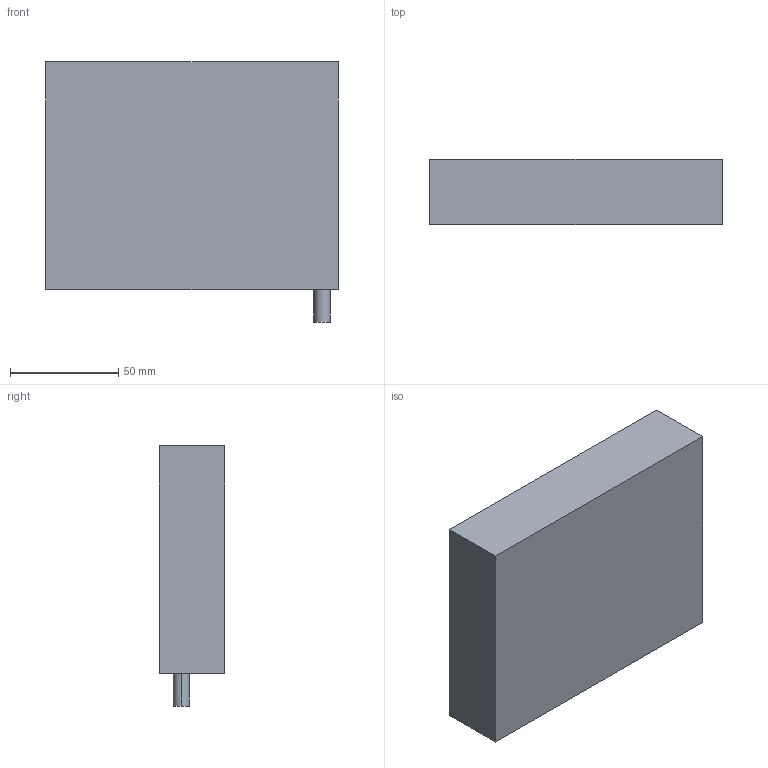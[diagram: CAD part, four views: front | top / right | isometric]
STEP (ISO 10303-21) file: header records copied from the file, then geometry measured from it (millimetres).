
FILE_DESCRIPTION (( 'STEP AP203' ), '1' );
FILE_NAME ('ZW3-H115-1线圈.STEP', '2021-08-24T11:34:22', ( '' ), ( '' ), 'SwSTEP 2.0', 'SolidWorks 2020', '' );
FILE_SCHEMA (( 'CONFIG_CONTROL_DESIGN' ));
Length unit declared in the file: millimetre
Products named in the file (1): ZW3-H115-1线圈
Bounding box: 135 x 30 x 120 mm (x, y, z)
Volume: 424846.9 mm3; surface area: 44099 mm2
Topology: 1 solids, 1 shells, 33 faces, 78 edges, 42 vertices
Faces by surface type: cylinder 14, cone 12, plane 7
Entity records: 937 total; most frequent: DIRECTION 162, CARTESIAN_POINT 142, ORIENTED_EDGE 132, EDGE_CURVE 66, AXIS2_PLACEMENT_3D 62, VERTEX_POINT 42, EDGE_LOOP 40, LINE 38
